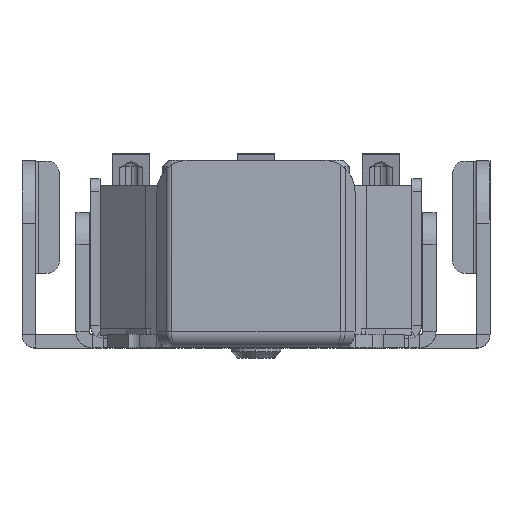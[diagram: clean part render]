
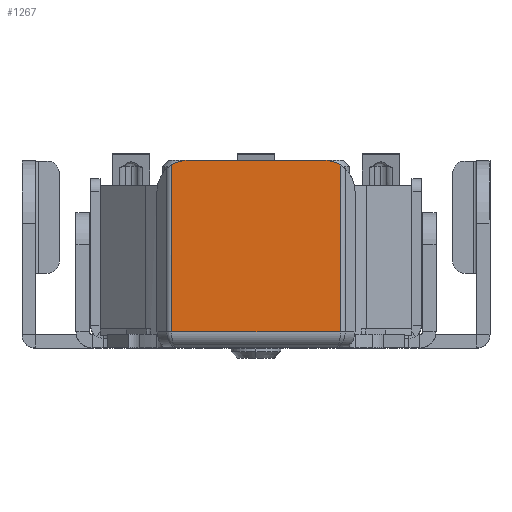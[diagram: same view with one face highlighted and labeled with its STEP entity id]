
A CAD part, top view. The second image highlights one B-rep face of the part: STEP entity #1267.
In plain terms, the highlighted planar face has unit normal (0, 0, 1).
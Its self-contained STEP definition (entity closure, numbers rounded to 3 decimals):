
#1267=ADVANCED_FACE('',(#2753),#2754,.T.);
#2753=FACE_OUTER_BOUND('',#5321,.T.);
#2754=PLANE('',#5322);
#5321=EDGE_LOOP('',(#9619,#9620,#9621,#9622,#9623,#9624));
#5322=AXIS2_PLACEMENT_3D('',#9625,#9626,#9627);
#9619=ORIENTED_EDGE('',*,*,#13172,.F.);
#9620=ORIENTED_EDGE('',*,*,#11864,.T.);
#9621=ORIENTED_EDGE('',*,*,#12229,.T.);
#9622=ORIENTED_EDGE('',*,*,#11909,.F.);
#9623=ORIENTED_EDGE('',*,*,#13173,.F.);
#9624=ORIENTED_EDGE('',*,*,#12394,.F.);
#9625=CARTESIAN_POINT('',(-1.351,0.21,7.26));
#9626=DIRECTION('',(0.,0.,1.0));
#9627=DIRECTION('',(1.0,0.,0.));
#11864=EDGE_CURVE('',#14080,#14084,#14086,.T.);
#11909=EDGE_CURVE('',#14160,#14163,#14164,.T.);
#12229=EDGE_CURVE('',#14084,#14163,#14693,.F.);
#12394=EDGE_CURVE('',#14955,#14958,#14959,.T.);
#13172=EDGE_CURVE('',#14080,#14955,#16054,.T.);
#13173=EDGE_CURVE('',#14958,#14160,#16055,.T.);
#14080=VERTEX_POINT('',#17231);
#14084=VERTEX_POINT('',#17245);
#14086=LINE('',#17247,#17248);
#14160=VERTEX_POINT('',#17381);
#14163=VERTEX_POINT('',#17393);
#14164=LINE('',#17394,#17395);
#14693=LINE('',#18184,#18185);
#14955=VERTEX_POINT('',#18556);
#14958=VERTEX_POINT('',#18560);
#14959=LINE('',#18561,#18562);
#16054=CIRCLE('',#20345,0.5);
#16055=CIRCLE('',#20346,0.5);
#17231=CARTESIAN_POINT('',(-1.351,2.924,7.26));
#17245=CARTESIAN_POINT('',(-1.351,0.25,7.26));
#17247=CARTESIAN_POINT('',(-1.351,0.21,7.26));
#17248=VECTOR('',#21419,25400.0);
#17381=CARTESIAN_POINT('',(1.351,2.924,7.26));
#17393=CARTESIAN_POINT('',(1.351,0.25,7.26));
#17394=CARTESIAN_POINT('',(1.351,0.21,7.26));
#17395=VECTOR('',#21461,25400.0);
#18184=CARTESIAN_POINT('',(1.351,0.25,7.26));
#18185=VECTOR('',#21869,25400.0);
#18556=CARTESIAN_POINT('',(-1.087,3.,7.26));
#18560=CARTESIAN_POINT('',(1.087,3.,7.26));
#18561=CARTESIAN_POINT('',(1.351,3.,7.26));
#18562=VECTOR('',#22096,25400.0);
#20345=AXIS2_PLACEMENT_3D('',#22944,#22945,#22946);
#20346=AXIS2_PLACEMENT_3D('',#22947,#22948,#22949);
#21419=DIRECTION('',(0.,-1.0,0.));
#21461=DIRECTION('',(0.,-1.0,0.));
#21869=DIRECTION('',(-1.0,0.,0.));
#22096=DIRECTION('',(1.0,0.,0.));
#22944=CARTESIAN_POINT('',(-1.087,2.5,7.26));
#22945=DIRECTION('',(0.,0.,-1.0));
#22946=DIRECTION('',(0.,1.0,0.));
#22947=CARTESIAN_POINT('',(1.087,2.5,7.26));
#22948=DIRECTION('',(0.,0.,-1.0));
#22949=DIRECTION('',(0.,-1.0,0.));
